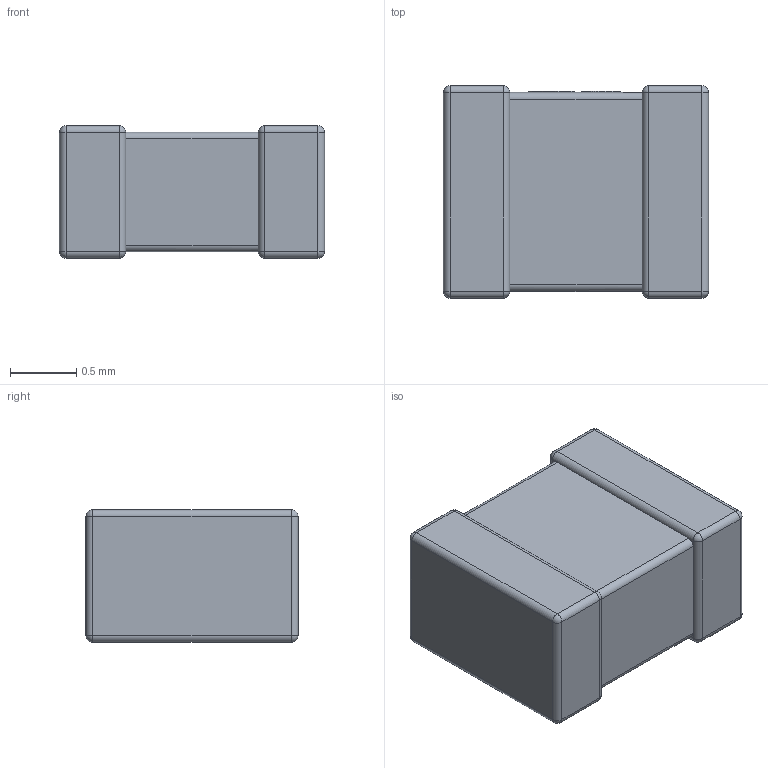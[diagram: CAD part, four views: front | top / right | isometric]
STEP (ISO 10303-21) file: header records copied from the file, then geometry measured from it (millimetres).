
FILE_DESCRIPTION (( 'STEP AP214' ), '1' );
FILE_NAME ('IND-SMD_L2.0-W1.6-1.step', '2022-07-08T23:47:12', ( '' ), ( '' ), 'SwSTEP 2.0', 'SolidWorks 2020', '' );
FILE_SCHEMA (( 'AUTOMOTIVE_DESIGN' ));
Length unit declared in the file: millimetre
Products named in the file (1): IND-SMD_L2.0-W1.6-1
Bounding box: 2 x 1.6 x 1 mm (x, y, z)
Volume: 2.9 mm3; surface area: 13.2 mm2
Topology: 1 solids, 1 shells, 345 faces, 919 edges, 586 vertices
Faces by surface type: plane 185, bspline 112, cylinder 32, sphere 16
Entity records: 14987 total; most frequent: CARTESIAN_POINT 4107, ORIENTED_EDGE 1806, DIRECTION 1167, EDGE_CURVE 903, VECTOR 603, LINE 603, VERTEX_POINT 586, EDGE_LOOP 371
